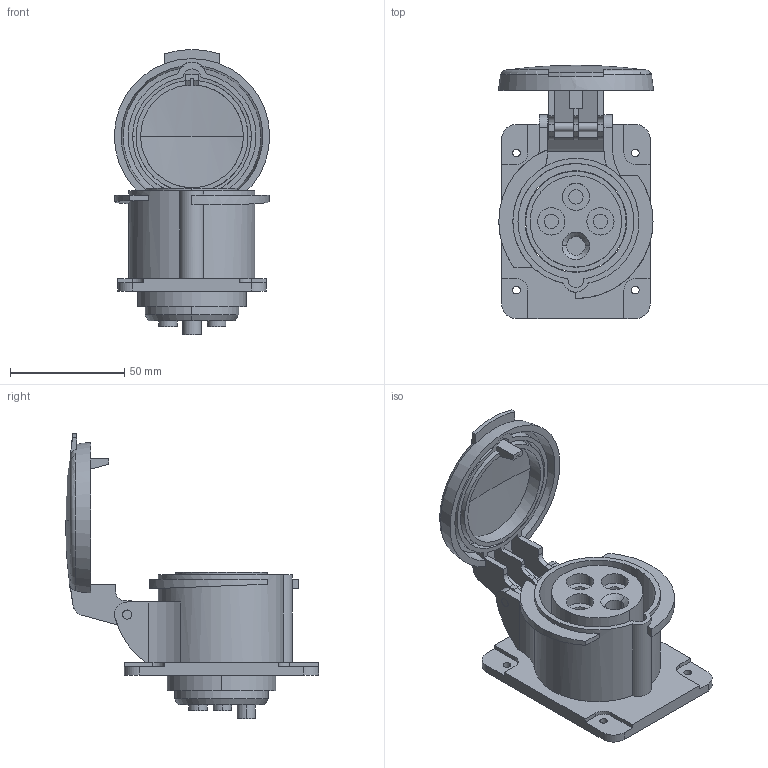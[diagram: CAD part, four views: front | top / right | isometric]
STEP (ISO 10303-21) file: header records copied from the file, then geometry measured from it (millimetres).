
FILE_DESCRIPTION((''),'2;1');
FILE_NAME('PKF16G434_3D-SIMPLIFIED_ASM','2023-02-14T12:32:26',('melanie.cordero'),(''),'CREO PARAMETRIC BY PTC INC, 2018260','CREO PARAMETRIC BY PTC INC, 2018260','');
FILE_SCHEMA(('CONFIG_CONTROL_DESIGN'));
Length unit declared in the file: millimetre
Products named in the file (5): PRT004_01; PRT004_02; PRT004_03; PRT004_04; PKF16G434_3D-SIMPLIFIED_ASM
Assembly tree (4 placements, depth 2):
  PKF16G434_3D-SIMPLIFIED_ASM
    PRT004_01
    PRT004_02
    PRT004_03
    PRT004_04
Bounding box: 68 x 110.75 x 124.75 mm (x, y, z)
Volume: 135841.7 mm3; surface area: 60296.1 mm2
Topology: 4 solids, 4 shells, 221 faces, 629 edges, 431 vertices
Faces by surface type: cylinder 102, plane 100, sphere 8, cone 4, bspline 3, torus 3, extrusion 1
Entity records: 7774 total; most frequent: CARTESIAN_POINT 1611, DIRECTION 1349, ORIENTED_EDGE 1244, EDGE_CURVE 622, AXIS2_PLACEMENT_3D 533, VERTEX_POINT 431, CIRCLE 307, VECTOR 283
